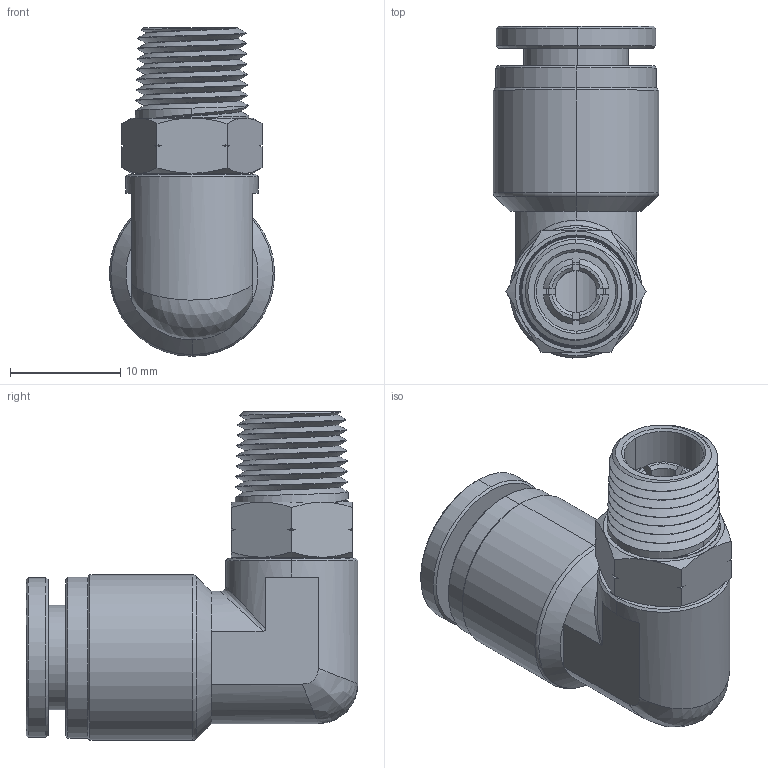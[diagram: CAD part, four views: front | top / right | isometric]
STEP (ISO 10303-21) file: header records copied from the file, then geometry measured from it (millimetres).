
FILE_DESCRIPTION (( 'STEP AP214' ), '1' );
FILE_NAME ('MES5-16N1-8W.STEP', '2018-07-20T16:47:35', ( '' ), ( '' ), 'SwSTEP 2.0', 'SolidWorks 2016', '' );
FILE_SCHEMA (( 'AUTOMOTIVE_DESIGN' ));
Length unit declared in the file: millimetre
Products named in the file (1): MES5-16N1-8W
Bounding box: 15 x 30.1 x 29.8 mm (x, y, z)
Volume: 3592.9 mm3; surface area: 5729.1 mm2
Topology: 7 solids, 7 shells, 535 faces, 1455 edges, 942 vertices
Faces by surface type: plane 201, cone 193, cylinder 85, bspline 52, torus 4
Entity records: 27480 total; most frequent: CARTESIAN_POINT 8920, ORIENTED_EDGE 2906, DIRECTION 2312, EDGE_CURVE 1453, VERTEX_POINT 942, AXIS2_PLACEMENT_3D 930, EDGE_LOOP 559, UNCERTAINTY_MEASURE_WITH_UNIT 544
